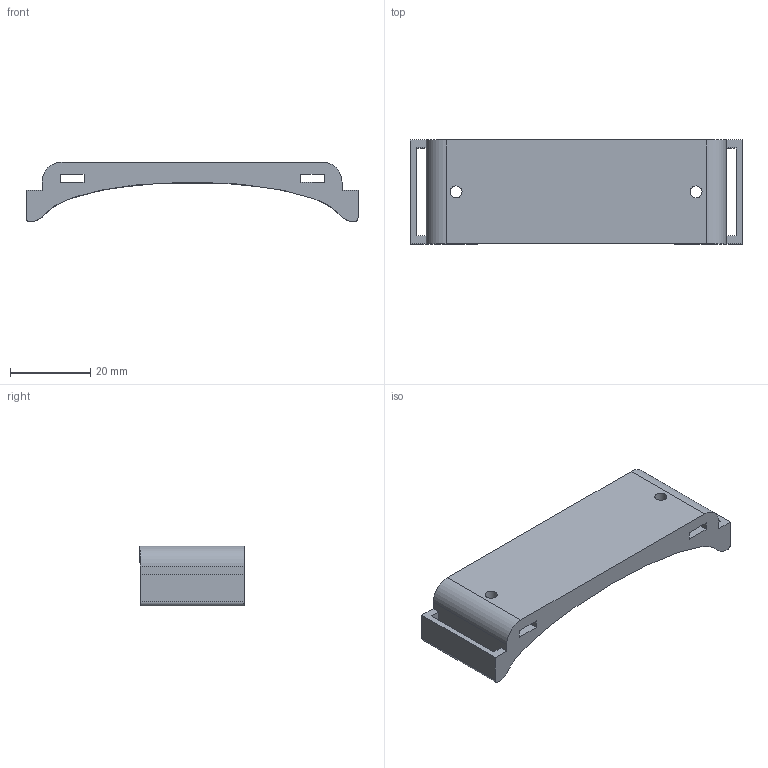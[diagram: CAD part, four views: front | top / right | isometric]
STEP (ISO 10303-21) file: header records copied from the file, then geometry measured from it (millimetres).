
FILE_DESCRIPTION(/* description */ (''),/* implementation_level */ '2;1');
FILE_NAME(/* name */ 'forearm_attachment.step',/* time_stamp */ '2024-05-30T20:00:59+02:00',/* author */ (''),/* organization */ (''),/* preprocessor_version */ 'ST-DEVELOPER v20',/* originating_system */ 'Autodesk Translation Framework v13.14.0.145',/* authorisation */ '');
FILE_SCHEMA (('AUTOMOTIVE_DESIGN { 1 0 10303 214 3 1 1 }'));
Length unit declared in the file: millimetre
Products named in the file (2): forearm_attachment; boden holder
Assembly tree (1 placements, depth 2):
  forearm_attachment
    boden holder
Bounding box: 83 x 26 x 14.99 mm (x, y, z)
Volume: 13584.4 mm3; surface area: 7646.3 mm2
Topology: 1 solids, 1 shells, 38 faces, 110 edges, 74 vertices
Faces by surface type: plane 25, cylinder 12, bspline 1
Full cylindrical faces by diameter (mm): 3 x4, 5.5 x2
Entity records: 1424 total; most frequent: CARTESIAN_POINT 318, ORIENTED_EDGE 220, DIRECTION 214, EDGE_CURVE 110, LINE 78, VECTOR 78, VERTEX_POINT 74, AXIS2_PLACEMENT_3D 68
